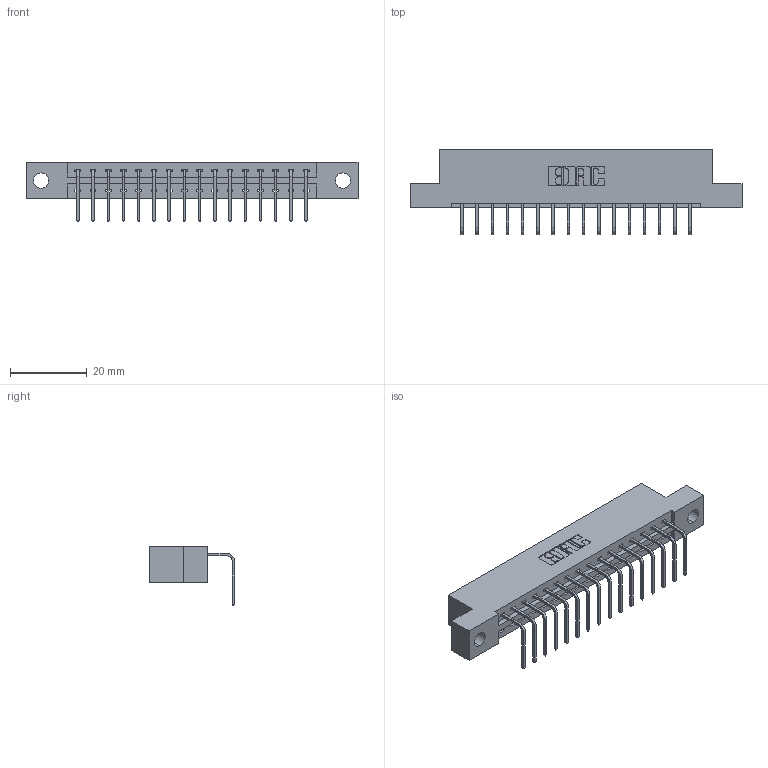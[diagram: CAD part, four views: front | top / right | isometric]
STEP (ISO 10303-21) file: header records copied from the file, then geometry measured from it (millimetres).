
FILE_DESCRIPTION (( 'STEP AP203' ), '1' );
FILE_NAME ('387-016-558-104.STEP', '2018-09-12T01:41:48', ( '' ), ( '' ), 'SwSTEP 2.0', 'SolidWorks 2016', '' );
FILE_SCHEMA (( 'CONFIG_CONTROL_DESIGN' ));
Length unit declared in the file: inch
Products named in the file (3): 337 Part_Flush Mounting Lugs - 0.156 Dia-TH; 345-292-001_558 Tail - 2; 387-016-558-104
Assembly tree (17 placements, depth 2):
  387-016-558-104
    337 Part_Flush Mounting Lugs - 0.156 Dia-TH
    345-292-001_558 Tail - 2  x16
Bounding box: 86.41 x 22.17 x 15.37 mm (x, y, z)
Volume: 8621 mm3; surface area: 8887.1 mm2
Topology: 17 solids, 17 shells, 1138 faces, 3415 edges, 2254 vertices
Faces by surface type: plane 838, cylinder 300
Entity records: 15343 total; most frequent: CARTESIAN_POINT 2678, ORIENTED_EDGE 2630, DIRECTION 2307, EDGE_CURVE 1315, VECTOR 1187, LINE 1187, VERTEX_POINT 874, AXIS2_PLACEMENT_3D 560
